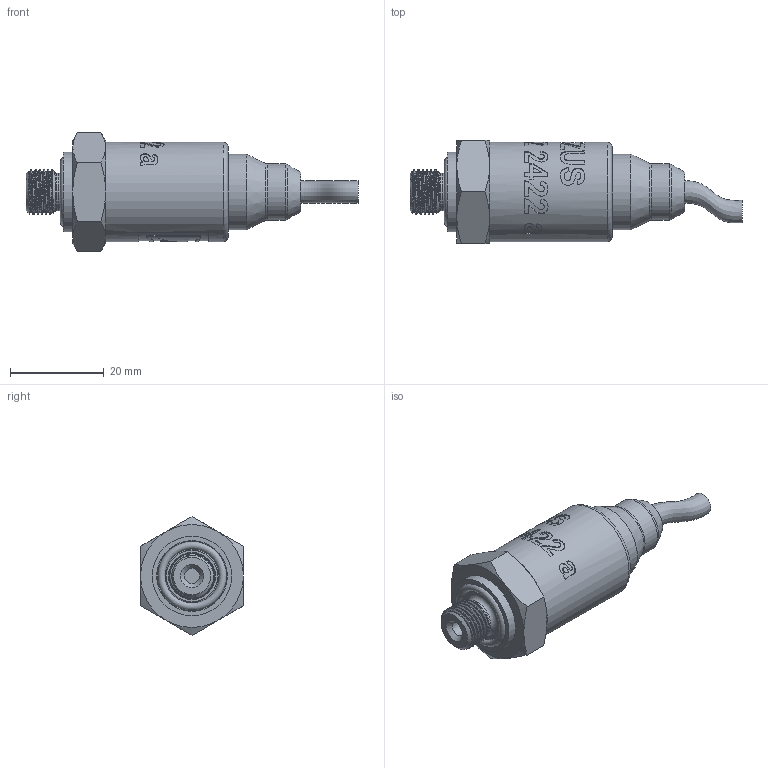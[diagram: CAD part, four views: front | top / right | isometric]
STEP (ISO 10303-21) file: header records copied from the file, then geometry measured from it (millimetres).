
FILE_DESCRIPTION(/* description */ (''),/* implementation_level */ '2;1');
FILE_NAME(/* name */ 'APZ2422a_G1''8DIN_Cab.step',/* time_stamp */ '2021-07-14T16:03:33+03:00',/* author */ (''),/* organization */ (''),/* preprocessor_version */ 'ST-DEVELOPER v18.1',/* originating_system */ 'Autodesk Translation Framework v10.9.0.1377',/* authorisation */ '');
FILE_SCHEMA (('AUTOMOTIVE_DESIGN { 1 0 10303 214 3 1 1 }'));
Length unit declared in the file: millimetre
Products named in the file (3): АПЗ 2422 a - filled (not 100% correct
); G1/8 DIN; #19722
Assembly tree (2 placements, depth 2):
  АПЗ 2422 a - filled (not 100% correct
)
    G1/8 DIN
    #19722
Bounding box: 70.97 x 22 x 25.4 mm (x, y, z)
Volume: 15157 mm3; surface area: 6455.2 mm2
Topology: 4 solids, 4 shells, 379 faces, 1000 edges, 660 vertices
Faces by surface type: bspline 267, cylinder 45, plane 37, cone 18, torus 12
Full cylindrical faces by diameter (mm): 3.3 x1, 4.8 x2, 7.2 x1, 8 x1, 8.566 x5, 11.5 x1, 12 x1, 13.5 x1, 14.7 x1, 16.2 x2, 17 x1, 17.8 x1, 20.2 x1, 21.2 x1, 22 x1
Entity records: 19716 total; most frequent: CARTESIAN_POINT 12097, ORIENTED_EDGE 2000, EDGE_CURVE 1000, DIRECTION 756, VERTEX_POINT 660, B_SPLINE_CURVE_WITH_KNOTS 553, EDGE_LOOP 414, FACE_OUTER_BOUND 379
